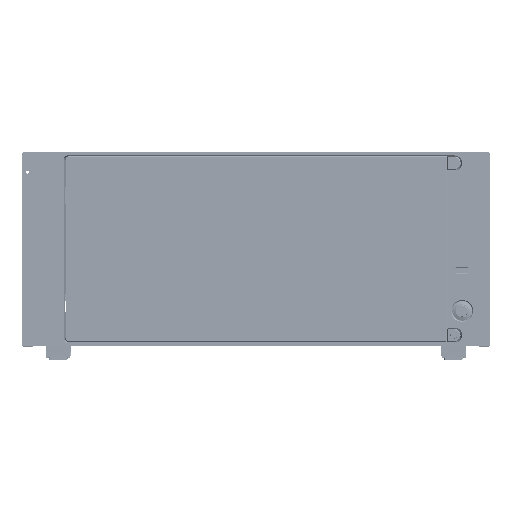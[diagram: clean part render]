
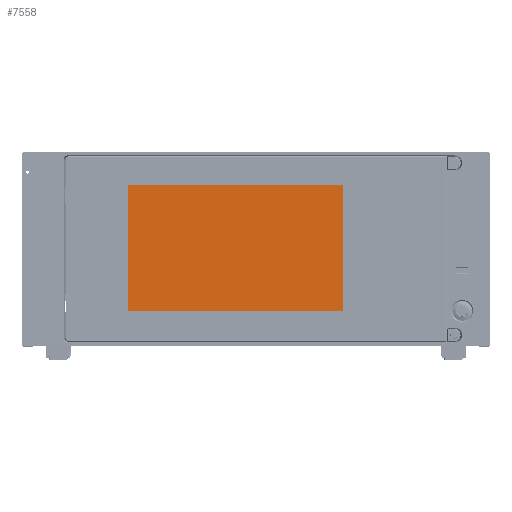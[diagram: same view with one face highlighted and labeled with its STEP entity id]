
A CAD part, top view. The second image highlights one B-rep face of the part: STEP entity #7558.
In plain terms, the highlighted planar face has unit normal (0, 0, 1).
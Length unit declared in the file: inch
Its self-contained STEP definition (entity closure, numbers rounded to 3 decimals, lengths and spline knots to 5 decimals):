
#741 = LINE ( 'NONE', #39541, #746 ) ;
#746 = VECTOR ( 'NONE', #39544, 39.37008 ) ;
#7558 = ADVANCED_FACE ( 'NONE', ( #144980 ), #177638, .F. ) ;
#11233 = CARTESIAN_POINT ( 'NONE',  ( 22.44314, -5.72084, -0.00103 ) ) ;
#31168 = EDGE_LOOP ( 'NONE', ( #63552, #63544, #63584, #63534 ) ) ;
#39541 = CARTESIAN_POINT ( 'NONE',  ( 30.18842, -5.72084, -0.00103 ) ) ;
#39544 = DIRECTION ( 'NONE',  ( 0., -1., 0. ) ) ;
#53220 = CARTESIAN_POINT ( 'NONE',  ( 22.44314, -5.72084, -0.00103 ) ) ;
#53221 = DIRECTION ( 'NONE',  ( -1., 0., 0. ) ) ;
#53222 = CARTESIAN_POINT ( 'NONE',  ( 22.44314, -5.72084, -0.00103 ) ) ;
#53223 = DIRECTION ( 'NONE',  ( 0., 1., 0. ) ) ;
#63534 = ORIENTED_EDGE ( 'NONE', *, *, #123005, .F. ) ;
#63544 = ORIENTED_EDGE ( 'NONE', *, *, #125033, .F. ) ;
#63552 = ORIENTED_EDGE ( 'NONE', *, *, #125035, .F. ) ;
#63584 = ORIENTED_EDGE ( 'NONE', *, *, #122195, .F. ) ;
#77903 = LINE ( 'NONE', #53220, #77912 ) ;
#77907 = LINE ( 'NONE', #53222, #77918 ) ;
#77912 = VECTOR ( 'NONE', #53221, 39.37008 ) ;
#77918 = VECTOR ( 'NONE', #53223, 39.37008 ) ;
#87130 = CARTESIAN_POINT ( 'NONE',  ( 30.18842, -5.72084, -0.00103 ) ) ;
#87726 = CARTESIAN_POINT ( 'NONE',  ( 22.44314, -1.18816, -0.00103 ) ) ;
#91074 = VERTEX_POINT ( 'NONE', #143018 ) ;
#122195 = EDGE_CURVE ( 'NONE', #91074, #172204, #741, .T. ) ;
#123005 = EDGE_CURVE ( 'NONE', #172930, #91074, #133710, .T. ) ;
#125033 = EDGE_CURVE ( 'NONE', #172204, #171817, #77903, .T. ) ;
#125035 = EDGE_CURVE ( 'NONE', #171817, #172930, #77907, .T. ) ;
#133710 = LINE ( 'NONE', #174820, #133718 ) ;
#133718 = VECTOR ( 'NONE', #174825, 39.37008 ) ;
#143018 = CARTESIAN_POINT ( 'NONE',  ( 30.18842, -1.18816, -0.00103 ) ) ;
#144980 = FACE_OUTER_BOUND ( 'NONE', #31168, .T. ) ;
#171817 = VERTEX_POINT ( 'NONE', #11233 ) ;
#172204 = VERTEX_POINT ( 'NONE', #87130 ) ;
#172930 = VERTEX_POINT ( 'NONE', #87726 ) ;
#174820 = CARTESIAN_POINT ( 'NONE',  ( 22.44314, -1.18816, -0.00103 ) ) ;
#174825 = DIRECTION ( 'NONE',  ( 1., 0., 0. ) ) ;
#177161 = DIRECTION ( 'NONE',  ( -1., 0., 0. ) ) ;
#177638 = PLANE ( 'NONE',  #217768 ) ;
#177966 = CARTESIAN_POINT ( 'NONE',  ( 22.44314, -1.18816, -0.00103 ) ) ;
#178624 = DIRECTION ( 'NONE',  ( 0., 0., -1. ) ) ;
#217768 = AXIS2_PLACEMENT_3D ( 'NONE', #177966, #178624, #177161 ) ;
